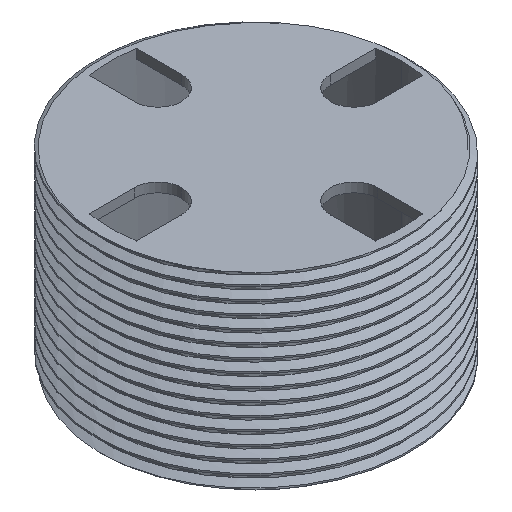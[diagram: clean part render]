
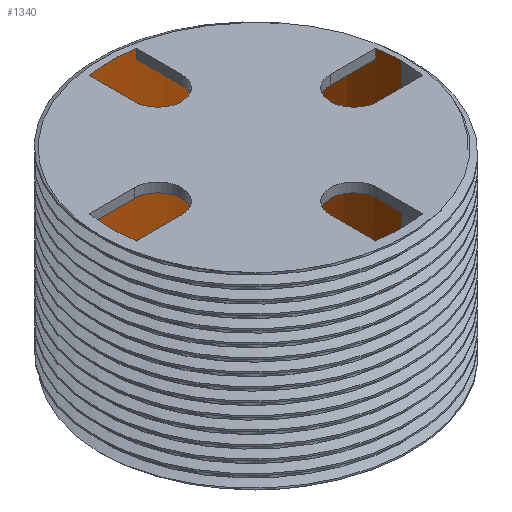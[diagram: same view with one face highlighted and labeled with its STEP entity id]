
A CAD part, isometric view. The second image highlights one B-rep face of the part: STEP entity #1340.
In plain terms, the highlighted cylindrical face has radius 23.125 mm (diameter 46.25 mm), a partial arc.
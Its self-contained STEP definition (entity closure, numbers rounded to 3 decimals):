
#14 = DIRECTION ( 'NONE',  ( -1., 0., 0. ) ) ;
#52 = CARTESIAN_POINT ( 'NONE',  ( -75., 297.5, 30. ) ) ;
#78 = VECTOR ( 'NONE', #3211, 1000. ) ;
#92 = ORIENTED_EDGE ( 'NONE', *, *, #5128, .F. ) ;
#107 = DIRECTION ( 'NONE',  ( 1., 0., 0. ) ) ;
#123 = DIRECTION ( 'NONE',  ( 0., 0., 1. ) ) ;
#265 = LINE ( 'NONE', #3331, #2452 ) ;
#273 = ORIENTED_EDGE ( 'NONE', *, *, #4759, .T. ) ;
#276 = CIRCLE ( 'NONE', #4027, 23.125 ) ;
#401 = VERTEX_POINT ( 'NONE', #2077 ) ;
#411 = LINE ( 'NONE', #3390, #4971 ) ;
#442 = CIRCLE ( 'NONE', #5639, 23.125 ) ;
#445 = CARTESIAN_POINT ( 'NONE',  ( -51.875, 297.5, 0. ) ) ;
#467 = CARTESIAN_POINT ( 'NONE',  ( -75., 297.5, 28.5 ) ) ;
#505 = LINE ( 'NONE', #1457, #4045 ) ;
#600 = LINE ( 'NONE', #1842, #78 ) ;
#719 = CARTESIAN_POINT ( 'NONE',  ( -52.181, 301.25, 28.5 ) ) ;
#721 = EDGE_CURVE ( 'NONE', #5568, #1570, #276, .T. ) ;
#774 = EDGE_CURVE ( 'NONE', #946, #401, #1567, .T. ) ;
#899 = CIRCLE ( 'NONE', #1162, 23.125 ) ;
#935 = CARTESIAN_POINT ( 'NONE',  ( -75., 297.5, 0. ) ) ;
#946 = VERTEX_POINT ( 'NONE', #719 ) ;
#998 = VERTEX_POINT ( 'NONE', #4664 ) ;
#1121 = LINE ( 'NONE', #2420, #4827 ) ;
#1162 = AXIS2_PLACEMENT_3D ( 'NONE', #935, #5306, #3144 ) ;
#1198 = VERTEX_POINT ( 'NONE', #5552 ) ;
#1223 = ORIENTED_EDGE ( 'NONE', *, *, #774, .T. ) ;
#1252 = EDGE_CURVE ( 'NONE', #2520, #998, #411, .T. ) ;
#1308 = DIRECTION ( 'NONE',  ( 0., 0., 1. ) ) ;
#1340 = ADVANCED_FACE ( 'NONE', ( #3924 ), #5637, .F. ) ;
#1398 = CARTESIAN_POINT ( 'NONE',  ( -75., 297.5, 30. ) ) ;
#1406 = CARTESIAN_POINT ( 'NONE',  ( -98.125, 297.5, 30. ) ) ;
#1457 = CARTESIAN_POINT ( 'NONE',  ( -97.819, 301.25, 14.979 ) ) ;
#1567 = CIRCLE ( 'NONE', #1753, 23.125 ) ;
#1570 = VERTEX_POINT ( 'NONE', #5544 ) ;
#1633 = ORIENTED_EDGE ( 'NONE', *, *, #4276, .T. ) ;
#1720 = CIRCLE ( 'NONE', #2642, 23.125 ) ;
#1737 = DIRECTION ( 'NONE',  ( 0., 0., 1. ) ) ;
#1744 = VERTEX_POINT ( 'NONE', #2645 ) ;
#1753 = AXIS2_PLACEMENT_3D ( 'NONE', #4503, #3200, #107 ) ;
#1772 = CARTESIAN_POINT ( 'NONE',  ( -97.819, 301.25, 30. ) ) ;
#1842 = CARTESIAN_POINT ( 'NONE',  ( -52.181, 301.25, 14.979 ) ) ;
#1928 = CARTESIAN_POINT ( 'NONE',  ( -78.75, 320.319, 28.5 ) ) ;
#2077 = CARTESIAN_POINT ( 'NONE',  ( -71.25, 320.319, 28.5 ) ) ;
#2091 = EDGE_CURVE ( 'NONE', #946, #4052, #600, .T. ) ;
#2109 = CARTESIAN_POINT ( 'NONE',  ( -75., 297.5, 30. ) ) ;
#2221 = DIRECTION ( 'NONE',  ( 0., 0., -1. ) ) ;
#2420 = CARTESIAN_POINT ( 'NONE',  ( -51.875, 297.5, 28.5 ) ) ;
#2452 = VECTOR ( 'NONE', #4581, 1000. ) ;
#2520 = VERTEX_POINT ( 'NONE', #1406 ) ;
#2534 = DIRECTION ( 'NONE',  ( 0., 0., -1. ) ) ;
#2642 = AXIS2_PLACEMENT_3D ( 'NONE', #52, #2687, #3088 ) ;
#2645 = CARTESIAN_POINT ( 'NONE',  ( -97.819, 301.25, 28.5 ) ) ;
#2687 = DIRECTION ( 'NONE',  ( 0., 0., 1. ) ) ;
#2698 = ORIENTED_EDGE ( 'NONE', *, *, #4771, .T. ) ;
#2809 = EDGE_CURVE ( 'NONE', #1744, #4885, #505, .T. ) ;
#2927 = VECTOR ( 'NONE', #1737, 1000. ) ;
#3061 = AXIS2_PLACEMENT_3D ( 'NONE', #467, #2221, #14 ) ;
#3088 = DIRECTION ( 'NONE',  ( 1., 0., 0. ) ) ;
#3098 = ORIENTED_EDGE ( 'NONE', *, *, #4957, .T. ) ;
#3144 = DIRECTION ( 'NONE',  ( 1., 0., 0. ) ) ;
#3200 = DIRECTION ( 'NONE',  ( 0., 0., 1. ) ) ;
#3211 = DIRECTION ( 'NONE',  ( 0., 0., 1. ) ) ;
#3248 = DIRECTION ( 'NONE',  ( 0., 0., -1. ) ) ;
#3266 = CARTESIAN_POINT ( 'NONE',  ( -71.25, 320.319, 30. ) ) ;
#3331 = CARTESIAN_POINT ( 'NONE',  ( -71.25, 320.319, 14.979 ) ) ;
#3390 = CARTESIAN_POINT ( 'NONE',  ( -98.125, 297.5, 28.5 ) ) ;
#3401 = EDGE_LOOP ( 'NONE', ( #92, #273, #5649, #1223, #3098, #4999, #4840, #1633, #3499, #2698, #5200, #3514 ) ) ;
#3499 = ORIENTED_EDGE ( 'NONE', *, *, #2809, .T. ) ;
#3514 = ORIENTED_EDGE ( 'NONE', *, *, #4879, .F. ) ;
#3545 = VERTEX_POINT ( 'NONE', #445 ) ;
#3605 = EDGE_CURVE ( 'NONE', #5508, #1570, #5642, .T. ) ;
#3618 = DIRECTION ( 'NONE',  ( 0., 0., 1. ) ) ;
#3924 = FACE_OUTER_BOUND ( 'NONE', #3401, .T. ) ;
#3939 = AXIS2_PLACEMENT_3D ( 'NONE', #4116, #123, #4947 ) ;
#4027 = AXIS2_PLACEMENT_3D ( 'NONE', #2109, #1308, #5587 ) ;
#4045 = VECTOR ( 'NONE', #4079, 1000. ) ;
#4052 = VERTEX_POINT ( 'NONE', #5574 ) ;
#4079 = DIRECTION ( 'NONE',  ( 0., 0., 1. ) ) ;
#4116 = CARTESIAN_POINT ( 'NONE',  ( -75., 297.5, 28.5 ) ) ;
#4276 = EDGE_CURVE ( 'NONE', #5508, #1744, #4758, .T. ) ;
#4503 = CARTESIAN_POINT ( 'NONE',  ( -75., 297.5, 28.5 ) ) ;
#4581 = DIRECTION ( 'NONE',  ( 0., 0., 1. ) ) ;
#4664 = CARTESIAN_POINT ( 'NONE',  ( -98.125, 297.5, 0. ) ) ;
#4758 = CIRCLE ( 'NONE', #3939, 23.125 ) ;
#4759 = EDGE_CURVE ( 'NONE', #1198, #4052, #1720, .T. ) ;
#4771 = EDGE_CURVE ( 'NONE', #4885, #2520, #442, .T. ) ;
#4827 = VECTOR ( 'NONE', #3248, 1000. ) ;
#4840 = ORIENTED_EDGE ( 'NONE', *, *, #3605, .F. ) ;
#4879 = EDGE_CURVE ( 'NONE', #3545, #998, #899, .T. ) ;
#4885 = VERTEX_POINT ( 'NONE', #1772 ) ;
#4903 = CARTESIAN_POINT ( 'NONE',  ( -78.75, 320.319, 14.979 ) ) ;
#4932 = DIRECTION ( 'NONE',  ( 1., 0., 0. ) ) ;
#4947 = DIRECTION ( 'NONE',  ( 1., 0., 0. ) ) ;
#4957 = EDGE_CURVE ( 'NONE', #401, #5568, #265, .T. ) ;
#4971 = VECTOR ( 'NONE', #2534, 1000. ) ;
#4999 = ORIENTED_EDGE ( 'NONE', *, *, #721, .T. ) ;
#5128 = EDGE_CURVE ( 'NONE', #1198, #3545, #1121, .T. ) ;
#5200 = ORIENTED_EDGE ( 'NONE', *, *, #1252, .T. ) ;
#5306 = DIRECTION ( 'NONE',  ( 0., 0., 1. ) ) ;
#5508 = VERTEX_POINT ( 'NONE', #1928 ) ;
#5544 = CARTESIAN_POINT ( 'NONE',  ( -78.75, 320.319, 30. ) ) ;
#5552 = CARTESIAN_POINT ( 'NONE',  ( -51.875, 297.5, 30. ) ) ;
#5568 = VERTEX_POINT ( 'NONE', #3266 ) ;
#5574 = CARTESIAN_POINT ( 'NONE',  ( -52.181, 301.25, 30. ) ) ;
#5587 = DIRECTION ( 'NONE',  ( 1., 0., 0. ) ) ;
#5637 = CYLINDRICAL_SURFACE ( 'NONE', #3061, 23.125 ) ;
#5639 = AXIS2_PLACEMENT_3D ( 'NONE', #1398, #3618, #4932 ) ;
#5642 = LINE ( 'NONE', #4903, #2927 ) ;
#5649 = ORIENTED_EDGE ( 'NONE', *, *, #2091, .F. ) ;
